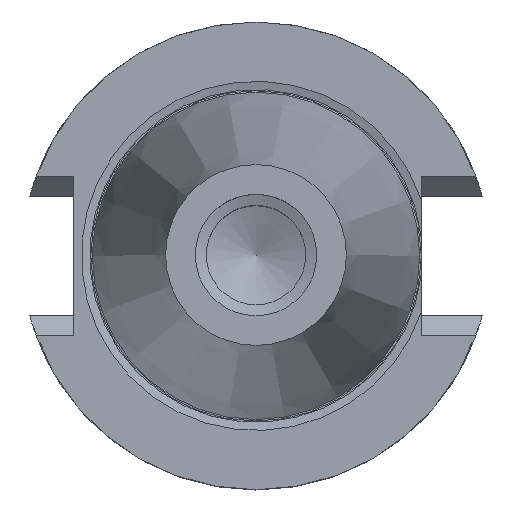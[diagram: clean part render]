
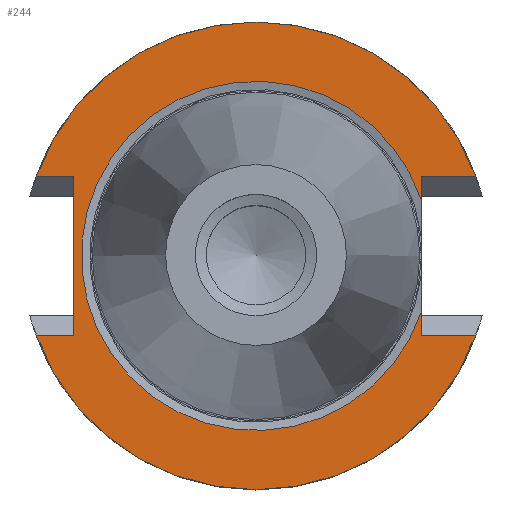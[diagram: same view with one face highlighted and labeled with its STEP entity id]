
A CAD part, top view. The second image highlights one B-rep face of the part: STEP entity #244.
In plain terms, the highlighted planar face has unit normal (0, 0, 1).
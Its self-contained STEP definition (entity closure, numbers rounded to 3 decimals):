
#69=LINE('',#1301,#117);
#72=LINE('',#1306,#120);
#74=LINE('',#1310,#122);
#75=LINE('',#1312,#123);
#85=LINE('',#1334,#133);
#86=LINE('',#1336,#134);
#87=LINE('',#1337,#135);
#117=VECTOR('',#1024,1.);
#120=VECTOR('',#1029,1.);
#122=VECTOR('',#1033,1.);
#123=VECTOR('',#1036,1.);
#133=VECTOR('',#1056,1.);
#134=VECTOR('',#1059,1.);
#135=VECTOR('',#1060,1.);
#163=FACE_OUTER_BOUND('',#341,.T.);
#185=PLANE('',#856);
#244=ADVANCED_FACE('',(#163),#185,.F.);
#341=EDGE_LOOP('',(#526,#527,#528,#529,#530,#531,#532,#533,#534,#535));
#526=ORIENTED_EDGE('',*,*,#718,.T.);
#527=ORIENTED_EDGE('',*,*,#719,.T.);
#528=ORIENTED_EDGE('',*,*,#640,.T.);
#529=ORIENTED_EDGE('',*,*,#720,.T.);
#530=ORIENTED_EDGE('',*,*,#707,.T.);
#531=ORIENTED_EDGE('',*,*,#648,.F.);
#532=ORIENTED_EDGE('',*,*,#706,.F.);
#533=ORIENTED_EDGE('',*,*,#704,.F.);
#534=ORIENTED_EDGE('',*,*,#701,.F.);
#535=ORIENTED_EDGE('',*,*,#698,.F.);
#569=VERTEX_POINT('',#1135);
#570=VERTEX_POINT('',#1136);
#575=VERTEX_POINT('',#1156);
#577=VERTEX_POINT('',#1159);
#613=VERTEX_POINT('',#1295);
#614=VERTEX_POINT('',#1297);
#615=VERTEX_POINT('',#1302);
#616=VERTEX_POINT('',#1307);
#617=VERTEX_POINT('',#1313);
#623=VERTEX_POINT('',#1333);
#640=EDGE_CURVE('',#569,#570,#739,.T.);
#648=EDGE_CURVE('',#575,#577,#742,.T.);
#698=EDGE_CURVE('',#613,#614,#757,.T.);
#701=EDGE_CURVE('',#614,#615,#69,.T.);
#704=EDGE_CURVE('',#615,#616,#72,.T.);
#706=EDGE_CURVE('',#616,#575,#74,.T.);
#707=EDGE_CURVE('',#617,#577,#75,.T.);
#718=EDGE_CURVE('',#613,#623,#85,.T.);
#719=EDGE_CURVE('',#623,#569,#86,.T.);
#720=EDGE_CURVE('',#570,#617,#87,.T.);
#739=CIRCLE('',#805,23.7);
#742=CIRCLE('',#811,31.75);
#757=CIRCLE('',#843,31.75);
#805=AXIS2_PLACEMENT_3D('',#1134,#914,#915);
#811=AXIS2_PLACEMENT_3D('',#1158,#928,#929);
#843=AXIS2_PLACEMENT_3D('',#1296,#1017,#1018);
#856=AXIS2_PLACEMENT_3D('',#1340,#1064,#1065);
#914=DIRECTION('',(0.,0.,-1.));
#915=DIRECTION('',(-1.,0.,0.));
#928=DIRECTION('',(0.,0.,-1.));
#929=DIRECTION('',(-1.,0.,0.));
#1017=DIRECTION('',(0.,0.,-1.));
#1018=DIRECTION('',(-1.,0.,0.));
#1024=DIRECTION('',(1.,0.,0.));
#1029=DIRECTION('',(0.,1.,0.));
#1033=DIRECTION('',(-1.,0.,0.));
#1036=DIRECTION('',(1.,0.,0.));
#1056=DIRECTION('',(-1.,0.,0.));
#1059=DIRECTION('',(0.,1.,0.));
#1060=DIRECTION('',(0.,1.,0.));
#1064=DIRECTION('',(0.,0.,-1.));
#1065=DIRECTION('',(-1.,0.,0.));
#1134=CARTESIAN_POINT('',(0.,0.,-1.));
#1135=CARTESIAN_POINT('',(22.42,-7.683,-1.));
#1136=CARTESIAN_POINT('',(22.42,7.683,-1.));
#1156=CARTESIAN_POINT('',(-29.859,10.795,-1.));
#1158=CARTESIAN_POINT('',(0.,0.,-1.));
#1159=CARTESIAN_POINT('',(29.859,10.795,-1.));
#1295=CARTESIAN_POINT('',(29.859,-10.795,-1.));
#1296=CARTESIAN_POINT('',(0.,0.,-1.));
#1297=CARTESIAN_POINT('',(-29.859,-10.795,-1.));
#1301=CARTESIAN_POINT('',(0.,-10.795,-1.));
#1302=CARTESIAN_POINT('',(-24.82,-10.795,-1.));
#1306=CARTESIAN_POINT('',(-24.82,21.925,-1.));
#1307=CARTESIAN_POINT('',(-24.82,10.795,-1.));
#1310=CARTESIAN_POINT('',(0.,10.795,-1.));
#1312=CARTESIAN_POINT('',(0.,10.795,-1.));
#1313=CARTESIAN_POINT('',(22.42,10.795,-1.));
#1333=CARTESIAN_POINT('',(22.42,-10.795,-1.));
#1334=CARTESIAN_POINT('',(0.,-10.795,-1.));
#1336=CARTESIAN_POINT('',(22.42,21.925,-1.));
#1337=CARTESIAN_POINT('',(22.42,21.925,-1.));
#1340=CARTESIAN_POINT('',(0.,21.925,-1.));
